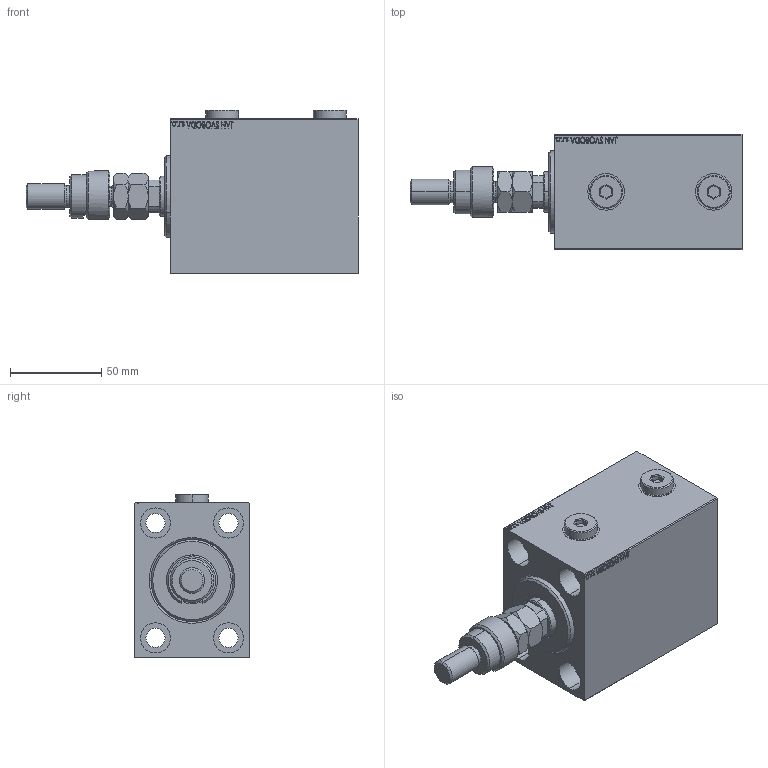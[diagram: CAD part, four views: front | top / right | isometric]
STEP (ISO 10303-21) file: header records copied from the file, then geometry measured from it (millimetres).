
FILE_DESCRIPTION (( 'STEP AP203' ), '1' );
FILE_NAME ('856c.STEP', '2024-02-13T01:42:14', ( '' ), ( '' ), 'SwSTEP 2.0', 'SolidWorks 2019', '' );
FILE_SCHEMA (( 'CONFIG_CONTROL_DESIGN' ));
Length unit declared in the file: millimetre
Products named in the file (8): V450CM_C_Body a83641276186efbd8f1604201742ba51; DFA a83641276186efbd8f1604201742ba51; V450CM_C_VCP a83641276186efbd8f1604201742ba51; 856c; V450CM_VC_B a83641276186efbd8f1604201742ba51; FEMALE_PART_FOR_DFA a83641276186efbd8f1604201742ba51; MFA a83641276186efbd8f1604201742ba51; Zatka_OIL_PORT a83641276186efbd8f1604201742ba51
Assembly tree (8 placements, depth 3):
  856c
    V450CM_C_Body a83641276186efbd8f1604201742ba51
    V450CM_C_VCP a83641276186efbd8f1604201742ba51
    V450CM_VC_B a83641276186efbd8f1604201742ba51
    DFA a83641276186efbd8f1604201742ba51
      FEMALE_PART_FOR_DFA a83641276186efbd8f1604201742ba51
      MFA a83641276186efbd8f1604201742ba51
    Zatka_OIL_PORT a83641276186efbd8f1604201742ba51  x2
Bounding box: 182 x 63 x 89.9 mm (x, y, z)
Volume: 491017.4 mm3; surface area: 97422.7 mm2
Topology: 7 solids, 7 shells, 1001 faces, 2510 edges, 1641 vertices
Faces by surface type: plane 470, bspline 380, cylinder 89, cone 58, torus 4
Entity records: 48042 total; most frequent: CARTESIAN_POINT 26141, ORIENTED_EDGE 4936, DIRECTION 3094, EDGE_CURVE 2468, VERTEX_POINT 1617, LINE 1410, VECTOR 1410, EDGE_LOOP 1119
